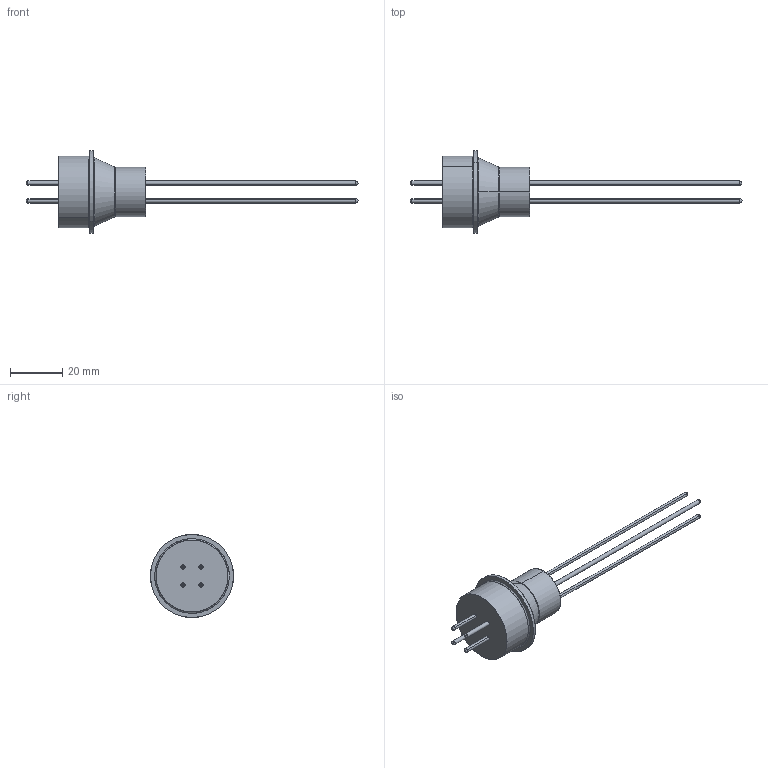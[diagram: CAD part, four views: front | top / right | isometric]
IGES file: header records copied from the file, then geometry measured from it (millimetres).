
Start section: SolidWorks IGES file using analytic representation for surfaces
Global section: file name: 10234-01-W.IGS; native system: SolidWorks 2008; preprocessor: SolidWorks 2008; author: Juan Medina; date: 090323.131213; units: inch
Bounding box: 126.97 x 31.75 x 31.75 mm (x, y, z)
Surface area: 5962.1 mm2 (no closed solid volume)
Topology: 0 solids, 0 shells, 59 faces, 840 edges, 832 vertices
Faces by surface type: revolution 44, bspline 15
